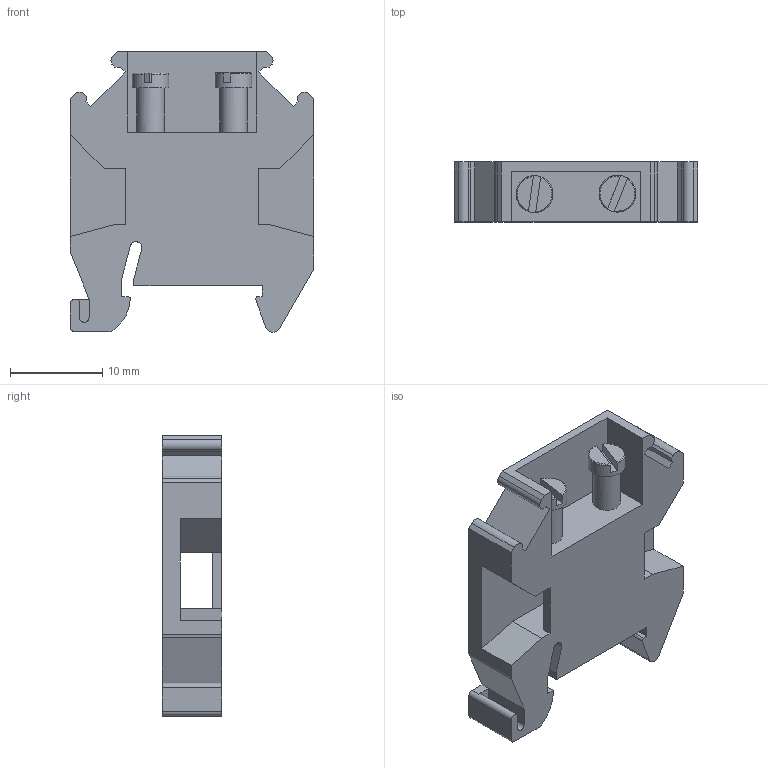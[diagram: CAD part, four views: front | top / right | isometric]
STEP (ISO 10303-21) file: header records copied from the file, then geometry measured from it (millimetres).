
FILE_DESCRIPTION(/* description */ ('Unknown'),/* implementation_level */ '2;1');
FILE_NAME(/* name */ 'CET4',/* time_stamp */ '2020-05-15T11:41:49+05:00',/* author */ ('Unknown'),/* organization */ ('Unknown'),/* preprocessor_version */ 'ST-DEVELOPER v16.7',/* originating_system */ 'DEX',/* authorisation */ $);
FILE_SCHEMA (('AUTOMOTIVE_DESIGN {1 0 10303 214 3 1 1}'));
Length unit declared in the file: millimetre
Products named in the file (1): Part10
Bounding box: 26.43 x 6.5 x 30.5 mm (x, y, z)
Volume: 2962.6 mm3; surface area: 2802.6 mm2
Topology: 1 solids, 1 shells, 89 faces, 256 edges, 171 vertices
Faces by surface type: plane 67, cylinder 18, cone 4
Full cylindrical faces by diameter (mm): 3 x2, 4 x2
Entity records: 3510 total; most frequent: CARTESIAN_POINT 529, ORIENTED_EDGE 496, DIRECTION 467, EDGE_CURVE 248, LINE 193, VECTOR 193, VERTEX_POINT 167, AXIS2_PLACEMENT_3D 137
